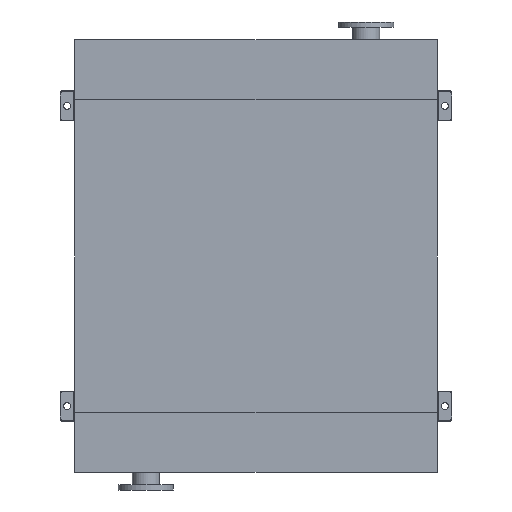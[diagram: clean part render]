
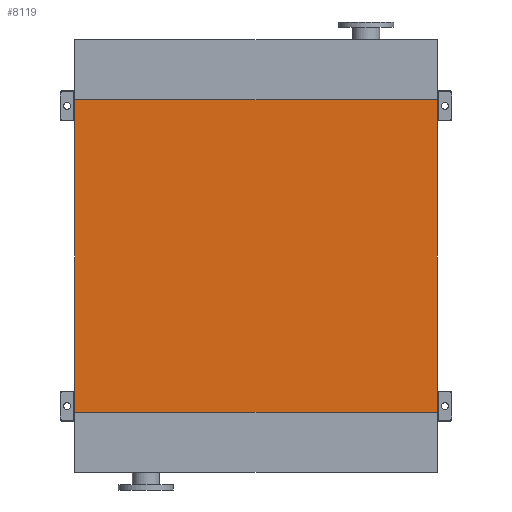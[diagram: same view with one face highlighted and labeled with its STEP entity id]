
A CAD part, front view. The second image highlights one B-rep face of the part: STEP entity #8119.
In plain terms, the highlighted planar face has unit normal (0, -1, 0).
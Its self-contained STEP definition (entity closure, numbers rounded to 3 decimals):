
#714 = DIRECTION ( 'NONE',  ( 0., 0., -1. ) ) ;
#919 = VECTOR ( 'NONE', #5191, 1000. ) ;
#1129 = PLANE ( 'NONE',  #2466 ) ;
#1229 = VERTEX_POINT ( 'NONE', #2136 ) ;
#2036 = VERTEX_POINT ( 'NONE', #7491 ) ;
#2063 = ORIENTED_EDGE ( 'NONE', *, *, #15123, .F. ) ;
#2136 = CARTESIAN_POINT ( 'NONE',  ( 725., 0., 0. ) ) ;
#2200 = LINE ( 'NONE', #8746, #12989 ) ;
#2466 = AXIS2_PLACEMENT_3D ( 'NONE', #2638, #5467, #714 ) ;
#2638 = CARTESIAN_POINT ( 'NONE',  ( -725., 0., -1250. ) ) ;
#5044 = CARTESIAN_POINT ( 'NONE',  ( -725., 0., -1250. ) ) ;
#5191 = DIRECTION ( 'NONE',  ( 1., 0., 0. ) ) ;
#5467 = DIRECTION ( 'NONE',  ( 0., -1., 0. ) ) ;
#5625 = DIRECTION ( 'NONE',  ( 0., 0., 1. ) ) ;
#5754 = FACE_OUTER_BOUND ( 'NONE', #13828, .T. ) ;
#5796 = CARTESIAN_POINT ( 'NONE',  ( -725., 0., 0. ) ) ;
#5816 = DIRECTION ( 'NONE',  ( 1., 0., 0. ) ) ;
#5818 = CARTESIAN_POINT ( 'NONE',  ( -725., 0., -1250. ) ) ;
#6667 = LINE ( 'NONE', #5796, #13507 ) ;
#7491 = CARTESIAN_POINT ( 'NONE',  ( 725., 0., -1250. ) ) ;
#8119 = ADVANCED_FACE ( 'NONE', ( #5754 ), #1129, .T. ) ;
#8746 = CARTESIAN_POINT ( 'NONE',  ( 725., 0., -1250. ) ) ;
#8826 = DIRECTION ( 'NONE',  ( 0., 0., 1. ) ) ;
#9515 = EDGE_CURVE ( 'NONE', #10109, #14900, #13476, .T. ) ;
#9877 = CARTESIAN_POINT ( 'NONE',  ( -725., 0., 0. ) ) ;
#10109 = VERTEX_POINT ( 'NONE', #5818 ) ;
#10474 = ORIENTED_EDGE ( 'NONE', *, *, #15199, .T. ) ;
#10719 = CARTESIAN_POINT ( 'NONE',  ( -725., 0., -1250. ) ) ;
#12989 = VECTOR ( 'NONE', #8826, 1000. ) ;
#13227 = ORIENTED_EDGE ( 'NONE', *, *, #9515, .F. ) ;
#13476 = LINE ( 'NONE', #10719, #16148 ) ;
#13507 = VECTOR ( 'NONE', #5816, 1000. ) ;
#13828 = EDGE_LOOP ( 'NONE', ( #2063, #13227, #10474, #16622 ) ) ;
#14900 = VERTEX_POINT ( 'NONE', #9877 ) ;
#14990 = EDGE_CURVE ( 'NONE', #2036, #1229, #2200, .T. ) ;
#15123 = EDGE_CURVE ( 'NONE', #14900, #1229, #6667, .T. ) ;
#15199 = EDGE_CURVE ( 'NONE', #10109, #2036, #15813, .T. ) ;
#15813 = LINE ( 'NONE', #5044, #919 ) ;
#16148 = VECTOR ( 'NONE', #5625, 1000. ) ;
#16622 = ORIENTED_EDGE ( 'NONE', *, *, #14990, .T. ) ;
